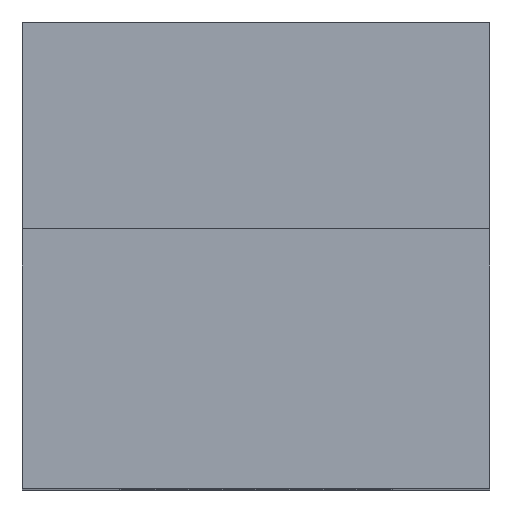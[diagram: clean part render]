
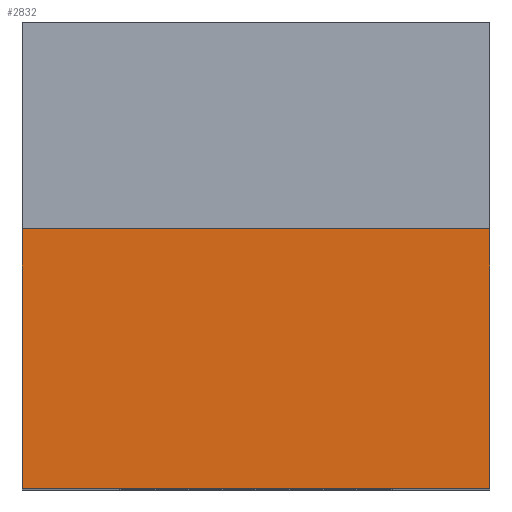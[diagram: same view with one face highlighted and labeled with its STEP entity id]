
A CAD part, top view. The second image highlights one B-rep face of the part: STEP entity #2832.
In plain terms, the highlighted planar face has unit normal (0, 0, 1).
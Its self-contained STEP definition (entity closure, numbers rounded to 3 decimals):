
#540=ORIENTED_EDGE('',*,*,#816,.F.);
#541=ORIENTED_EDGE('',*,*,#815,.T.);
#542=ORIENTED_EDGE('',*,*,#805,.T.);
#543=ORIENTED_EDGE('',*,*,#796,.T.);
#796=EDGE_CURVE('',#963,#961,#1218,.T.);
#805=EDGE_CURVE('',#970,#963,#1226,.T.);
#815=EDGE_CURVE('',#976,#970,#1233,.T.);
#816=EDGE_CURVE('',#976,#961,#1234,.T.);
#961=VERTEX_POINT('',#3970);
#963=VERTEX_POINT('',#3973);
#970=VERTEX_POINT('',#3991);
#976=VERTEX_POINT('',#4009);
#1218=LINE('',#3972,#1476);
#1226=LINE('',#3990,#1484);
#1233=LINE('',#4011,#1491);
#1234=LINE('',#4013,#1492);
#1476=VECTOR('',#3428,1000.);
#1484=VECTOR('',#3442,1000.);
#1491=VECTOR('',#3463,1000.);
#1492=VECTOR('',#3466,1000.);
#1623=EDGE_LOOP('',(#540,#541,#542,#543));
#1759=FACE_BOUND('',#1623,.T.);
#1878=PLANE('',#2962);
#2832=ADVANCED_FACE('',(#1759),#1878,.T.);
#2962=AXIS2_PLACEMENT_3D('',#4012,#3464,#3465);
#3428=DIRECTION('',(-1.,0.,0.));
#3442=DIRECTION('',(0.,1.,0.));
#3463=DIRECTION('',(1.,0.,0.));
#3464=DIRECTION('',(0.,0.,1.));
#3465=DIRECTION('',(1.,0.,0.));
#3466=DIRECTION('',(0.,1.,0.));
#3970=CARTESIAN_POINT('',(-0.5,4.5,14.));
#3972=CARTESIAN_POINT('',(4.5,4.5,14.));
#3973=CARTESIAN_POINT('',(4.5,4.5,14.));
#3990=CARTESIAN_POINT('',(4.5,-4.5,14.));
#3991=CARTESIAN_POINT('',(4.5,-4.5,14.));
#4009=CARTESIAN_POINT('',(-0.5,-4.5,14.));
#4011=CARTESIAN_POINT('',(-4.5,-4.5,14.));
#4012=CARTESIAN_POINT('',(-4.5,-4.5,14.));
#4013=CARTESIAN_POINT('',(-0.5,-4.5,14.));
